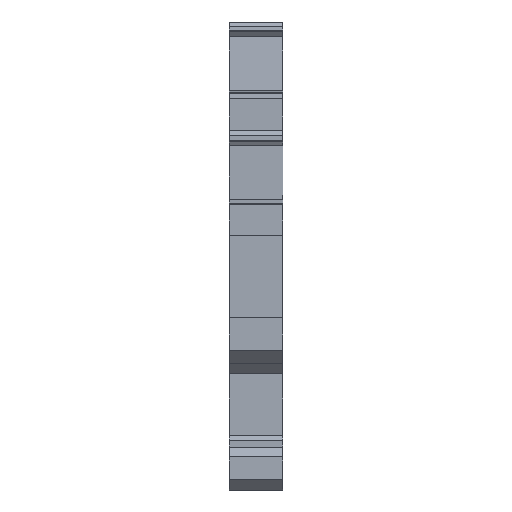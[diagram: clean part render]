
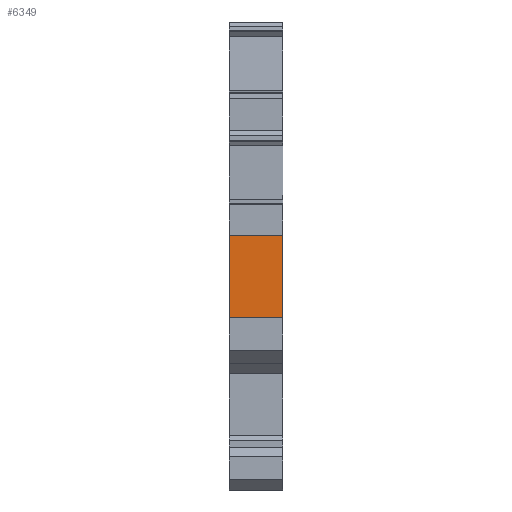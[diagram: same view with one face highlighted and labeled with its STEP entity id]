
A CAD part, left-side view. The second image highlights one B-rep face of the part: STEP entity #6349.
In plain terms, the highlighted free-form (B-spline) face has degree [1, 1] with [2, 2] control points.
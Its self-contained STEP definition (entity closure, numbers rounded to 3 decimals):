
#5977=CARTESIAN_POINT('',(-34.7,0.,-19.382));
#5978=VERTEX_POINT('',#5977);
#5985=CARTESIAN_POINT('',(-34.7,5.2,-19.382));
#5986=VERTEX_POINT('',#5985);
#5987=CARTESIAN_POINT('',(-34.7,5.2,-19.382));
#5988=CARTESIAN_POINT('',(-34.7,0.,-19.382));
#5989=B_SPLINE_CURVE_WITH_KNOTS('',1,(#5987,#5988),.POLYLINE_FORM.,.F.,.U.,(2,2),(0.,1.),.UNSPECIFIED.);
#5990=EDGE_CURVE('',#5986,#5978,#5989,.T.);
#6029=CARTESIAN_POINT('',(-34.7,5.2,-11.305));
#6030=VERTEX_POINT('',#6029);
#6037=CARTESIAN_POINT('',(-34.7,0.,-11.305));
#6038=VERTEX_POINT('',#6037);
#6039=CARTESIAN_POINT('',(-34.7,0.,-11.305));
#6040=CARTESIAN_POINT('',(-34.7,5.2,-11.305));
#6041=B_SPLINE_CURVE_WITH_KNOTS('',1,(#6039,#6040),.POLYLINE_FORM.,.F.,.U.,(2,2),(0.,1.),.UNSPECIFIED.);
#6042=EDGE_CURVE('',#6038,#6030,#6041,.T.);
#6330=CARTESIAN_POINT('',(-34.7,0.,-10.843));
#6331=CARTESIAN_POINT('',(-34.7,5.2,-10.843));
#6332=CARTESIAN_POINT('',(-34.7,0.,-19.977));
#6333=CARTESIAN_POINT('',(-34.7,5.2,-19.977));
#6334=B_SPLINE_SURFACE_WITH_KNOTS('',1,1,((#6330,#6331),(#6332,#6333)),.PLANE_SURF.,.F.,.F.,.U.,(2,2),(2,2),(0.,1.),(0.,1.),.UNSPECIFIED.);
#6335=CARTESIAN_POINT('',(-34.7,5.2,-11.305));
#6336=CARTESIAN_POINT('',(-34.7,5.2,-19.382));
#6337=B_SPLINE_CURVE_WITH_KNOTS('',1,(#6335,#6336),.POLYLINE_FORM.,.F.,.U.,(2,2),(0.051,0.935),.UNSPECIFIED.);
#6338=EDGE_CURVE('',#6030,#5986,#6337,.T.);
#6339=ORIENTED_EDGE('',*,*,#6338,.F.);
#6340=ORIENTED_EDGE('',*,*,#6042,.F.);
#6341=CARTESIAN_POINT('',(-34.7,0.,-11.305));
#6342=CARTESIAN_POINT('',(-34.7,0.,-19.382));
#6343=B_SPLINE_CURVE_WITH_KNOTS('',1,(#6341,#6342),.POLYLINE_FORM.,.F.,.U.,(2,2),(0.051,0.935),.UNSPECIFIED.);
#6344=EDGE_CURVE('',#6038,#5978,#6343,.T.);
#6345=ORIENTED_EDGE('',*,*,#6344,.T.);
#6346=ORIENTED_EDGE('',*,*,#5990,.F.);
#6347=EDGE_LOOP('',(#6339,#6340,#6345,#6346));
#6348=FACE_OUTER_BOUND('',#6347,.F.);
#6349=ADVANCED_FACE('',(#6348),#6334,.F.);
